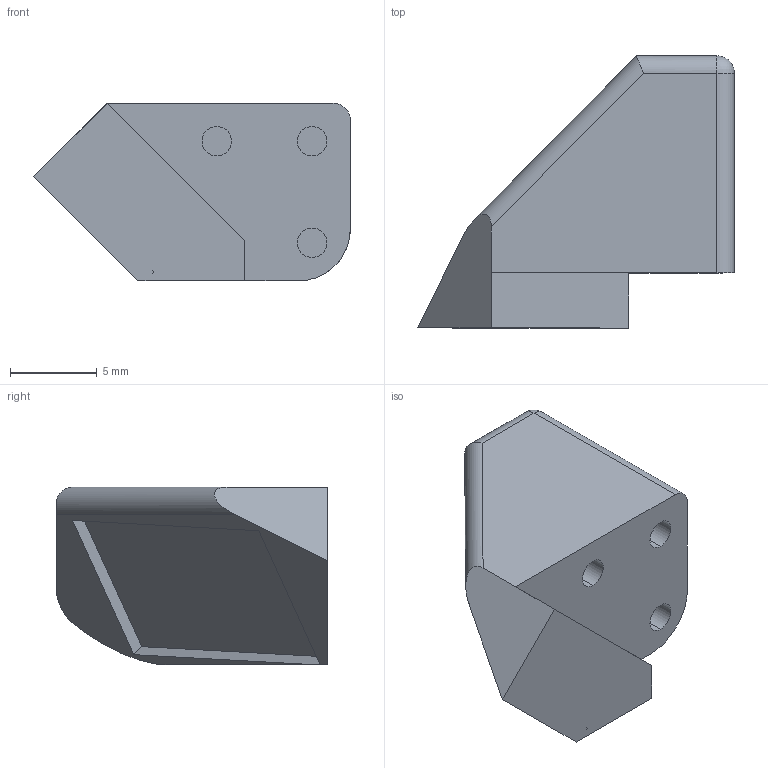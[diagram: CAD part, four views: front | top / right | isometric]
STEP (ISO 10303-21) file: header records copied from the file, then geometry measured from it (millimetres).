
FILE_DESCRIPTION (( 'STEP AP214' ), '1' );
FILE_NAME ('tof_mount_right.STEP', '2024-08-08T17:37:41', ( '' ), ( '' ), 'SwSTEP 2.0', 'SolidWorks 2018', '' );
FILE_SCHEMA (( 'AUTOMOTIVE_DESIGN' ));
Length unit declared in the file: millimetre
Products named in the file (1): tof_mount_right
Bounding box: 18.25 x 15.68 x 10.25 mm (x, y, z)
Volume: 1022.1 mm3; surface area: 888.8 mm2
Topology: 1 solids, 1 shells, 30 faces, 70 edges, 44 vertices
Faces by surface type: plane 18, cylinder 11, sphere 1
Entity records: 877 total; most frequent: CARTESIAN_POINT 162, DIRECTION 142, ORIENTED_EDGE 138, EDGE_CURVE 69, AXIS2_PLACEMENT_3D 48, VECTOR 46, LINE 46, VERTEX_POINT 44
